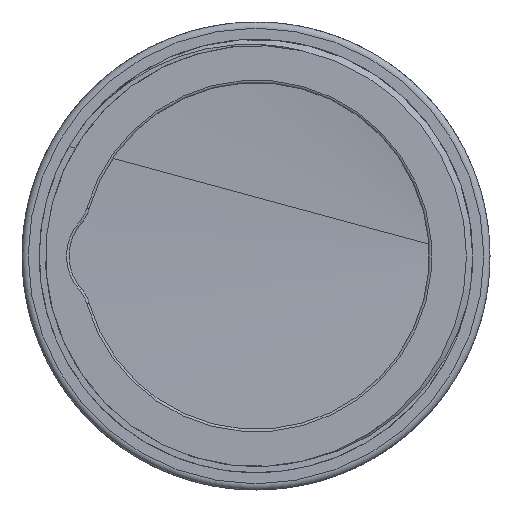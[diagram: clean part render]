
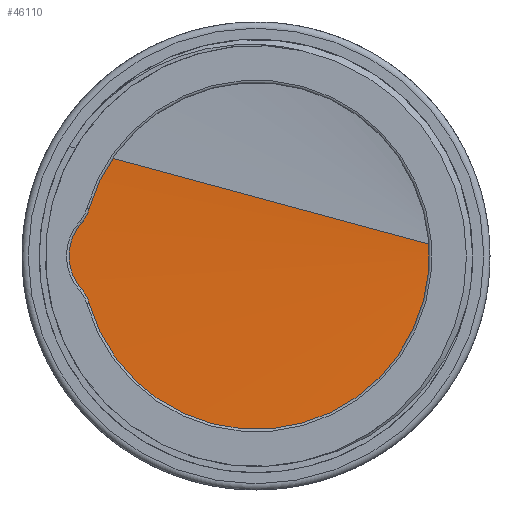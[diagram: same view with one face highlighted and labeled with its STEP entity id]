
A CAD part, left-side view. The second image highlights one B-rep face of the part: STEP entity #46110.
In plain terms, the highlighted cylindrical face has radius 17.5 mm (diameter 35 mm), a full revolution.
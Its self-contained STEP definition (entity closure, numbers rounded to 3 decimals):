
#2826=CIRCLE('',#48862,17.5);
#3408=FACE_OUTER_BOUND('',#6129,.T.);
#6129=EDGE_LOOP('',(#28378,#28379,#28380,#28381));
#9139=B_SPLINE_CURVE_WITH_KNOTS('',3,(#53996,#53997,#53998,#53999,#54000,
#54001,#54002,#54003,#54004,#54005,#54006,#54007,#54008,#54009,#54010,#54011,
#54012,#54013,#54014,#54015,#54016,#54017,#54018,#54019,#54020,#54021,#54022,
#54023),.UNSPECIFIED.,.F.,.F.,(4,3,3,3,3,3,3,3,3,4),(-9.425,
-9.319,-8.836,-8.353,-7.87,
-7.386,-6.903,-6.42,-5.937,
-5.61),.UNSPECIFIED.);
#15158=LINE('',#53883,#15664);
#15163=LINE('',#53987,#15669);
#15664=VECTOR('',#50358,17.5);
#15669=VECTOR('',#50377,17.5);
#16171=VERTEX_POINT('',#53881);
#16172=VERTEX_POINT('',#53882);
#16183=VERTEX_POINT('',#53986);
#16185=VERTEX_POINT('',#53995);
#21049=EDGE_CURVE('',#16171,#16172,#15158,.T.);
#21063=EDGE_CURVE('',#16171,#16183,#15163,.T.);
#21066=EDGE_CURVE('',#16172,#16185,#9139,.T.);
#21067=EDGE_CURVE('',#16183,#16185,#2826,.T.);
#28378=ORIENTED_EDGE('',*,*,#21049,.T.);
#28379=ORIENTED_EDGE('',*,*,#21066,.T.);
#28380=ORIENTED_EDGE('',*,*,#21067,.F.);
#28381=ORIENTED_EDGE('',*,*,#21063,.F.);
#42985=CYLINDRICAL_SURFACE('',#48861,17.5);
#46110=ADVANCED_FACE('',(#3408),#42985,.T.);
#48861=AXIS2_PLACEMENT_3D('',#53994,#50380,#50381);
#48862=AXIS2_PLACEMENT_3D('',#54024,#50382,#50383);
#50358=DIRECTION('',(1.,0.,0.));
#50377=DIRECTION('',(-1.,0.,0.));
#50380=DIRECTION('center_axis',(1.,0.,0.));
#50381=DIRECTION('ref_axis',(0.,1.,0.));
#50382=DIRECTION('center_axis',(-1.,0.,0.));
#50383=DIRECTION('ref_axis',(0.,-1.,0.));
#53881=CARTESIAN_POINT('',(0.6,-17.5,0.));
#53882=CARTESIAN_POINT('',(2.2,-17.5,0.));
#53883=CARTESIAN_POINT('',(18.2,-17.5,0.));
#53986=CARTESIAN_POINT('',(0.5,-17.5,0.));
#53987=CARTESIAN_POINT('',(18.2,-17.5,0.));
#53994=CARTESIAN_POINT('Origin',(18.2,0.,0.));
#53995=CARTESIAN_POINT('',(0.5,13.682,10.911));
#53996=CARTESIAN_POINT('Ctrl Pts',(2.2,-17.5,0.));
#53997=CARTESIAN_POINT('Ctrl Pts',(2.184,-17.501,-0.619));
#53998=CARTESIAN_POINT('Ctrl Pts',(2.169,-17.469,-1.237));
#53999=CARTESIAN_POINT('Ctrl Pts',(2.153,-17.403,-1.851));
#54000=CARTESIAN_POINT('Ctrl Pts',(2.081,-17.105,-4.653));
#54001=CARTESIAN_POINT('Ctrl Pts',(2.009,-16.117,-7.381));
#54002=CARTESIAN_POINT('Ctrl Pts',(1.938,-14.552,-9.723));
#54003=CARTESIAN_POINT('Ctrl Pts',(1.866,-12.987,-12.066));
#54004=CARTESIAN_POINT('Ctrl Pts',(1.794,-10.844,-14.023));
#54005=CARTESIAN_POINT('Ctrl Pts',(1.722,-8.37,-15.37));
#54006=CARTESIAN_POINT('Ctrl Pts',(1.65,-5.896,-16.717));
#54007=CARTESIAN_POINT('Ctrl Pts',(1.579,-3.09,-17.455));
#54008=CARTESIAN_POINT('Ctrl Pts',(1.507,-0.273,-17.499));
#54009=CARTESIAN_POINT('Ctrl Pts',(1.435,2.544,-17.543));
#54010=CARTESIAN_POINT('Ctrl Pts',(1.363,5.372,-16.893));
#54011=CARTESIAN_POINT('Ctrl Pts',(1.292,7.887,-15.623));
#54012=CARTESIAN_POINT('Ctrl Pts',(1.22,10.402,-14.354));
#54013=CARTESIAN_POINT('Ctrl Pts',(1.148,12.604,-12.465));
#54014=CARTESIAN_POINT('Ctrl Pts',(1.076,14.242,-10.172));
#54015=CARTESIAN_POINT('Ctrl Pts',(1.005,15.879,-7.879));
#54016=CARTESIAN_POINT('Ctrl Pts',(0.933,16.952,-5.183));
#54017=CARTESIAN_POINT('Ctrl Pts',(0.861,17.337,-2.393));
#54018=CARTESIAN_POINT('Ctrl Pts',(0.789,17.722,0.398));
#54019=CARTESIAN_POINT('Ctrl Pts',(0.718,17.42,3.284));
#54020=CARTESIAN_POINT('Ctrl Pts',(0.646,16.464,5.935));
#54021=CARTESIAN_POINT('Ctrl Pts',(0.597,15.817,7.73));
#54022=CARTESIAN_POINT('Ctrl Pts',(0.549,14.871,9.417));
#54023=CARTESIAN_POINT('Ctrl Pts',(0.5,13.681,10.911));
#54024=CARTESIAN_POINT('Origin',(0.5,0.,0.));
